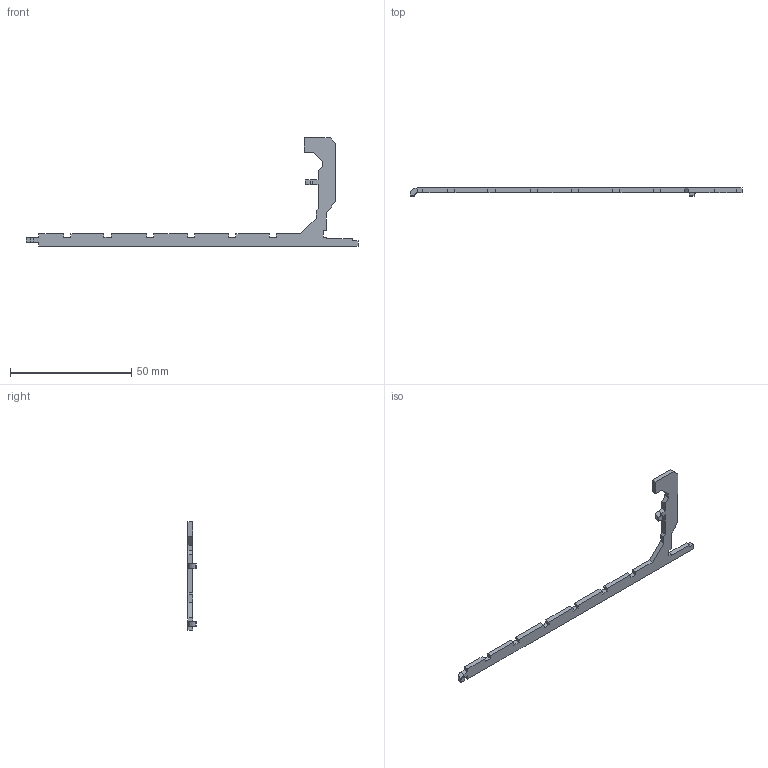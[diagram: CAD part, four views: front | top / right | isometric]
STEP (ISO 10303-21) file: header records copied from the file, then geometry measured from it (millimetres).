
FILE_DESCRIPTION (( 'STEP AP214' ), '1' );
FILE_NAME ('KR-Df-01 PWR Busbar v4.STEP', '2024-11-13T16:16:26', ( '' ), ( '' ), 'SwSTEP 2.0', 'SolidWorks 2021', '' );
FILE_SCHEMA (( 'AUTOMOTIVE_DESIGN' ));
Length unit declared in the file: millimetre
Products named in the file (1): KR-Df-01 PWR Busbar v4
Bounding box: 137.01 x 3.4 x 44.78 mm (x, y, z)
Volume: 1906.4 mm3; surface area: 2723.7 mm2
Topology: 1 solids, 1 shells, 77 faces, 209 edges, 134 vertices
Faces by surface type: plane 73, cylinder 4
Entity records: 2397 total; most frequent: CARTESIAN_POINT 421, ORIENTED_EDGE 418, DIRECTION 373, EDGE_CURVE 209, VECTOR 201, LINE 201, VERTEX_POINT 134, AXIS2_PLACEMENT_3D 86
